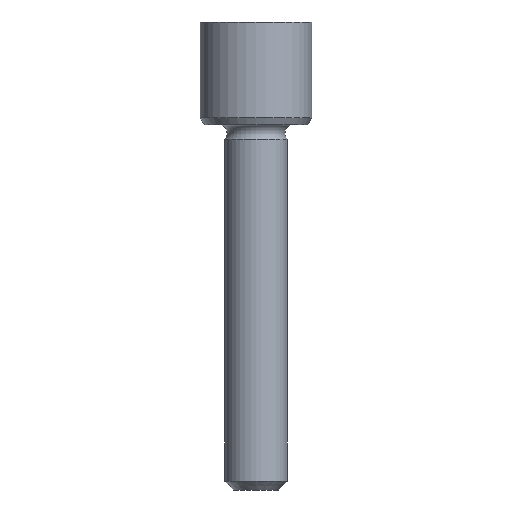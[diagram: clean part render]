
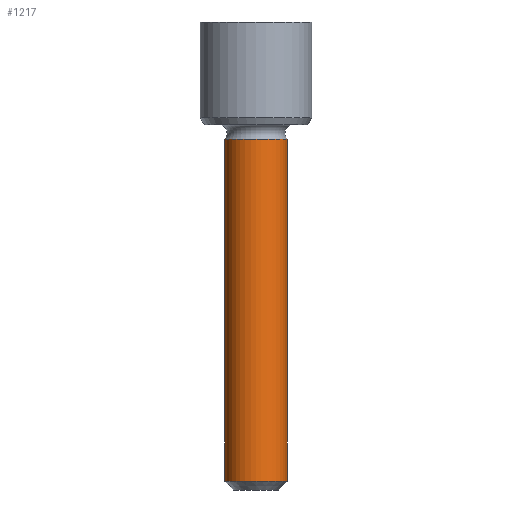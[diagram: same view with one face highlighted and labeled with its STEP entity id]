
A CAD part, front view. The second image highlights one B-rep face of the part: STEP entity #1217.
In plain terms, the highlighted cylindrical face has radius 0.7 mm (diameter 1.4 mm), a full revolution.
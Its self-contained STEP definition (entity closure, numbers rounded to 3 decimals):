
#21=CYLINDRICAL_SURFACE('',#1301,0.7);
#36=CIRCLE('',#1300,0.7);
#37=CIRCLE('',#1302,0.7);
#38=CIRCLE('',#1303,0.7);
#143=FACE_OUTER_BOUND('',#215,.T.);
#215=EDGE_LOOP('',(#1015,#1016,#1017,#1018,#1019));
#315=LINE('',#2275,#402);
#402=VECTOR('',#1490,0.7);
#570=VERTEX_POINT('',#2267);
#571=VERTEX_POINT('',#2271);
#572=VERTEX_POINT('',#2272);
#735=EDGE_CURVE('',#570,#570,#36,.T.);
#737=EDGE_CURVE('',#571,#572,#37,.T.);
#738=EDGE_CURVE('',#572,#571,#38,.T.);
#739=EDGE_CURVE('',#572,#570,#315,.T.);
#1015=ORIENTED_EDGE('',*,*,#737,.F.);
#1016=ORIENTED_EDGE('',*,*,#738,.F.);
#1017=ORIENTED_EDGE('',*,*,#739,.T.);
#1018=ORIENTED_EDGE('',*,*,#735,.T.);
#1019=ORIENTED_EDGE('',*,*,#739,.F.);
#1217=ADVANCED_FACE('',(#143),#21,.T.);
#1300=AXIS2_PLACEMENT_3D('',#2268,#1481,#1482);
#1301=AXIS2_PLACEMENT_3D('',#2270,#1484,#1485);
#1302=AXIS2_PLACEMENT_3D('',#2273,#1486,#1487);
#1303=AXIS2_PLACEMENT_3D('',#2274,#1488,#1489);
#1481=DIRECTION('center_axis',(0.,0.,1.));
#1482=DIRECTION('ref_axis',(0.,-1.,0.));
#1484=DIRECTION('center_axis',(0.,0.,1.));
#1485=DIRECTION('ref_axis',(0.,-1.,0.));
#1486=DIRECTION('center_axis',(0.,0.,1.));
#1487=DIRECTION('ref_axis',(0.,-1.,0.));
#1488=DIRECTION('center_axis',(0.,0.,1.));
#1489=DIRECTION('ref_axis',(0.,-1.,0.));
#1490=DIRECTION('',(0.,0.,-1.));
#2267=CARTESIAN_POINT('',(0.,0.7,-8.));
#2268=CARTESIAN_POINT('Origin',(0.,0.,-8.));
#2270=CARTESIAN_POINT('Origin',(0.,0.,-4.166));
#2271=CARTESIAN_POINT('',(-0.7,0.,-0.332));
#2272=CARTESIAN_POINT('',(0.,0.7,-0.332));
#2273=CARTESIAN_POINT('Origin',(0.,0.,-0.332));
#2274=CARTESIAN_POINT('Origin',(0.,0.,-0.332));
#2275=CARTESIAN_POINT('',(0.,0.7,-4.166));
